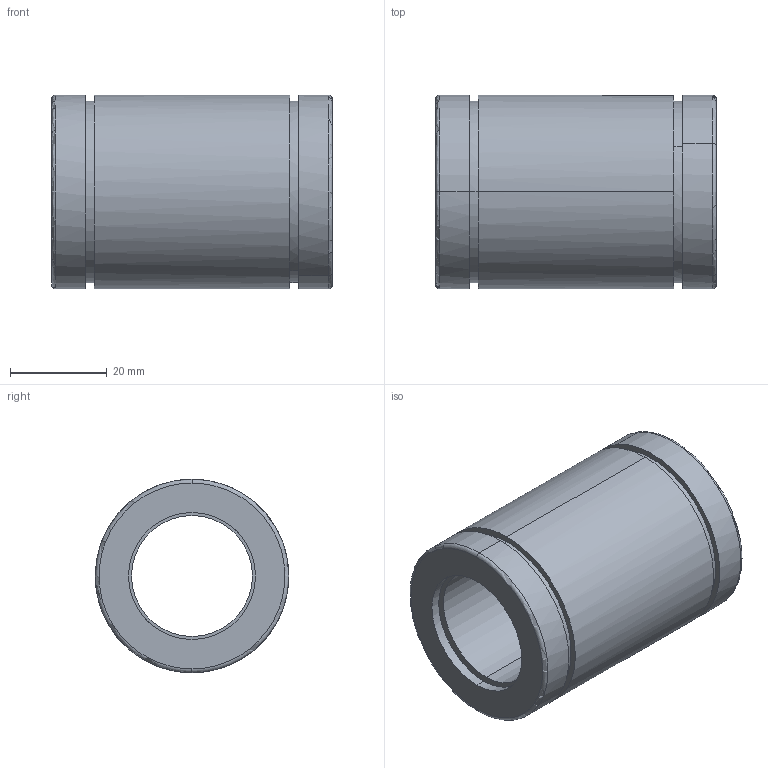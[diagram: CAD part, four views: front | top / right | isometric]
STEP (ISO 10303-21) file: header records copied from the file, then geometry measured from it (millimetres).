
FILE_DESCRIPTION(('CATIA V5 STEP Exchange'),'2;1');
FILE_NAME('sbe25.stp','2006-09-07T00:44:00+00:00',('none'),('none'),'CATIA Version 5 Release 14 (IN-10)','CATIA V5 STEP AP214','none');
FILE_SCHEMA(('AUTOMOTIVE_DESIGN { 1 0 10303 214 1 1 1 1 }'));
Length unit declared in the file: millimetre
Products named in the file (1): sbe25
Bounding box: 58 x 40 x 40 mm (x, y, z)
Volume: 43291.8 mm3; surface area: 14570 mm2
Topology: 1 solids, 1 shells, 34 faces, 70 edges, 46 vertices
Faces by surface type: cylinder 20, plane 10, torus 4
Entity records: 1375 total; most frequent: CARTESIAN_POINT 672, ORIENTED_EDGE 140, DIRECTION 113, EDGE_CURVE 70, AXIS2_PLACEMENT_3D 60, VERTEX_POINT 46, EDGE_LOOP 44, ADVANCED_FACE 34
